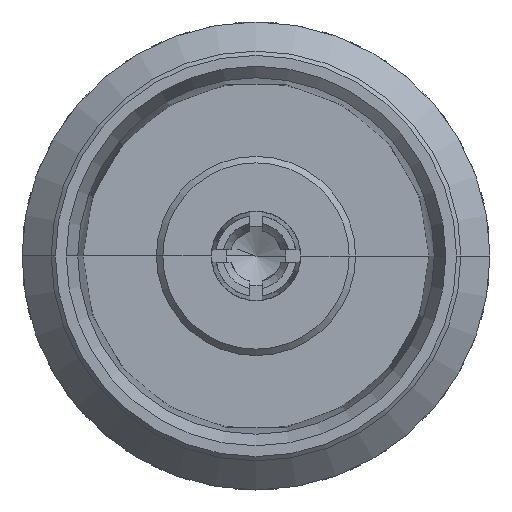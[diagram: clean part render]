
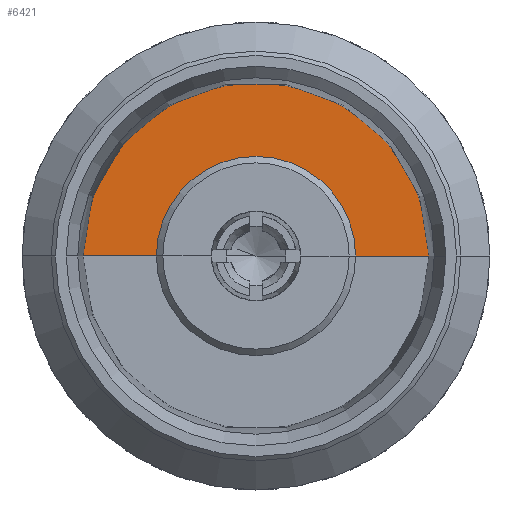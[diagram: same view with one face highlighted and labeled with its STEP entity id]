
A CAD part, left-side view. The second image highlights one B-rep face of the part: STEP entity #6421.
In plain terms, the highlighted conical face has half-angle 89.999 degrees and reference radius 4.065 mm.
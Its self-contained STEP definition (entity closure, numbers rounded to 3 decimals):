
#857 = DIRECTION ( 'NONE',  ( -1., 0., 0. ) ) ;
#1541 = DIRECTION ( 'NONE',  ( 0., 1., 0. ) ) ;
#1697 = AXIS2_PLACEMENT_3D ( 'NONE', #1810, #4161, #1541 ) ;
#1810 = CARTESIAN_POINT ( 'NONE',  ( 8.4, 0., 0. ) ) ;
#2351 = CARTESIAN_POINT ( 'NONE',  ( 8.4, -2.34, 0. ) ) ;
#2401 = EDGE_CURVE ( 'NONE', #7221, #4289, #10131, .T. ) ;
#2445 = VERTEX_POINT ( 'NONE', #2351 ) ;
#2487 = DIRECTION ( 'NONE',  ( 0., -1., 0. ) ) ;
#3576 = VERTEX_POINT ( 'NONE', #5957 ) ;
#3721 = FACE_OUTER_BOUND ( 'NONE', #4982, .T. ) ;
#3846 = CARTESIAN_POINT ( 'NONE',  ( 8.4, 4.065, 0. ) ) ;
#3946 = VECTOR ( 'NONE', #6765, 1000. ) ;
#4161 = DIRECTION ( 'NONE',  ( 1., 0., 0. ) ) ;
#4175 = AXIS2_PLACEMENT_3D ( 'NONE', #8744, #857, #7827 ) ;
#4289 = VERTEX_POINT ( 'NONE', #10129 ) ;
#4333 = EDGE_CURVE ( 'NONE', #2445, #7221, #7179, .T. ) ;
#4701 = CIRCLE ( 'NONE', #9488, 2.34 ) ;
#4922 = ORIENTED_EDGE ( 'NONE', *, *, #2401, .T. ) ;
#4982 = EDGE_LOOP ( 'NONE', ( #9036, #7979, #4922, #9555 ) ) ;
#5170 = EDGE_CURVE ( 'NONE', #3576, #2445, #4701, .T. ) ;
#5557 = CARTESIAN_POINT ( 'NONE',  ( 8.4, -4.065, 0. ) ) ;
#5957 = CARTESIAN_POINT ( 'NONE',  ( 8.4, 2.34, 0. ) ) ;
#6421 = ADVANCED_FACE ( 'NONE', ( #3721 ), #8012, .T. ) ;
#6580 = EDGE_CURVE ( 'NONE', #3576, #4289, #9473, .T. ) ;
#6765 = DIRECTION ( 'NONE',  ( 0., 1., 0. ) ) ;
#7179 = LINE ( 'NONE', #5557, #7664 ) ;
#7221 = VERTEX_POINT ( 'NONE', #9237 ) ;
#7454 = DIRECTION ( 'NONE',  ( 0., 1., 0. ) ) ;
#7664 = VECTOR ( 'NONE', #2487, 1000. ) ;
#7827 = DIRECTION ( 'NONE',  ( 0., -1., 0. ) ) ;
#7979 = ORIENTED_EDGE ( 'NONE', *, *, #4333, .T. ) ;
#8012 = CONICAL_SURFACE ( 'NONE', #1697, 4.065, 1.571 ) ;
#8202 = CARTESIAN_POINT ( 'NONE',  ( 8.4, 0., 0. ) ) ;
#8744 = CARTESIAN_POINT ( 'NONE',  ( 8.4, 0., 0. ) ) ;
#9036 = ORIENTED_EDGE ( 'NONE', *, *, #5170, .T. ) ;
#9237 = CARTESIAN_POINT ( 'NONE',  ( 8.4, -4.065, 0. ) ) ;
#9473 = LINE ( 'NONE', #3846, #3946 ) ;
#9488 = AXIS2_PLACEMENT_3D ( 'NONE', #8202, #9770, #7454 ) ;
#9555 = ORIENTED_EDGE ( 'NONE', *, *, #6580, .F. ) ;
#9770 = DIRECTION ( 'NONE',  ( 1., 0., 0. ) ) ;
#10129 = CARTESIAN_POINT ( 'NONE',  ( 8.4, 4.065, 0. ) ) ;
#10131 = CIRCLE ( 'NONE', #4175, 4.065 ) ;
